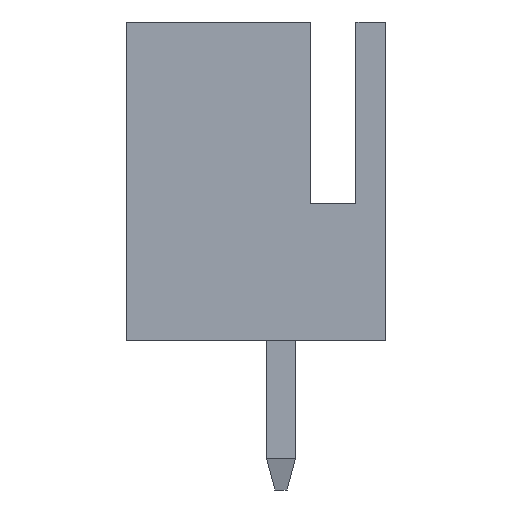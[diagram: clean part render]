
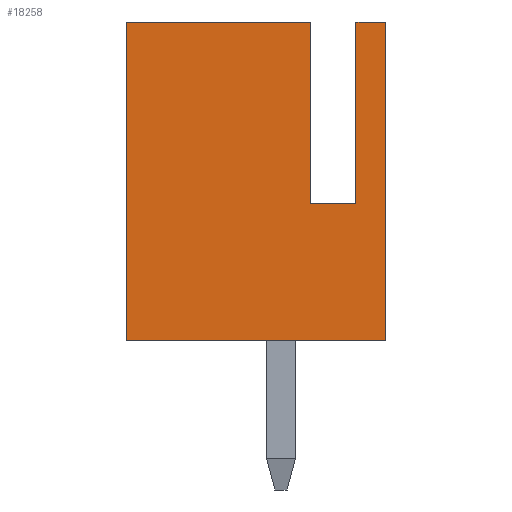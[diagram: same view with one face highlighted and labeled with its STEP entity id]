
A CAD part, left-side view. The second image highlights one B-rep face of the part: STEP entity #18258.
In plain terms, the highlighted planar face has unit normal (-1, 0, 0).
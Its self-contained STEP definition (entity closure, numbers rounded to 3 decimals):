
#60 = CARTESIAN_POINT ( 'NONE',  ( -23.8, 5.7, 7. ) ) ;
#127 = EDGE_CURVE ( 'NONE', #5869, #2933, #1781, .T. ) ;
#581 = EDGE_CURVE ( 'NONE', #12346, #9234, #18182, .T. ) ;
#1216 = EDGE_CURVE ( 'NONE', #9234, #15508, #6631, .T. ) ;
#1287 = CARTESIAN_POINT ( 'NONE',  ( -23.8, 5.7, 0. ) ) ;
#1516 = VECTOR ( 'NONE', #6753, 1000. ) ;
#1781 = LINE ( 'NONE', #8290, #9938 ) ;
#1892 = DIRECTION ( 'NONE',  ( 0., -1., 0. ) ) ;
#2814 = CARTESIAN_POINT ( 'NONE',  ( -23.8, 1.65, 3. ) ) ;
#2933 = VERTEX_POINT ( 'NONE', #3635 ) ;
#2995 = VECTOR ( 'NONE', #9725, 1000. ) ;
#3635 = CARTESIAN_POINT ( 'NONE',  ( -23.8, 0.65, 7. ) ) ;
#4880 = DIRECTION ( 'NONE',  ( 1., 0., 0. ) ) ;
#5235 = CARTESIAN_POINT ( 'NONE',  ( -23.8, 1.65, 7. ) ) ;
#5383 = EDGE_CURVE ( 'NONE', #15406, #16042, #11183, .T. ) ;
#5462 = ORIENTED_EDGE ( 'NONE', *, *, #19843, .F. ) ;
#5640 = CARTESIAN_POINT ( 'NONE',  ( -23.8, 0.65, 3. ) ) ;
#5710 = EDGE_CURVE ( 'NONE', #12346, #15406, #14527, .T. ) ;
#5869 = VERTEX_POINT ( 'NONE', #5640 ) ;
#6458 = FACE_OUTER_BOUND ( 'NONE', #15929, .T. ) ;
#6484 = CARTESIAN_POINT ( 'NONE',  ( -23.8, 5.7, 7. ) ) ;
#6587 = DIRECTION ( 'NONE',  ( 0., -1., 0. ) ) ;
#6631 = LINE ( 'NONE', #15974, #9332 ) ;
#6753 = DIRECTION ( 'NONE',  ( 0., -1., 0. ) ) ;
#7463 = DIRECTION ( 'NONE',  ( 0., 0., -1. ) ) ;
#8290 = CARTESIAN_POINT ( 'NONE',  ( -23.8, 0.65, 7. ) ) ;
#9234 = VERTEX_POINT ( 'NONE', #1287 ) ;
#9332 = VECTOR ( 'NONE', #1892, 1000. ) ;
#9412 = ORIENTED_EDGE ( 'NONE', *, *, #5710, .F. ) ;
#9440 = ORIENTED_EDGE ( 'NONE', *, *, #581, .T. ) ;
#9462 = CARTESIAN_POINT ( 'NONE',  ( -23.8, 1.65, 7. ) ) ;
#9566 = DIRECTION ( 'NONE',  ( 0., 1., 0. ) ) ;
#9696 = DIRECTION ( 'NONE',  ( 0., 0., -1. ) ) ;
#9725 = DIRECTION ( 'NONE',  ( 0., 0., -1. ) ) ;
#9938 = VECTOR ( 'NONE', #14151, 1000. ) ;
#9979 = ORIENTED_EDGE ( 'NONE', *, *, #15414, .T. ) ;
#10251 = ORIENTED_EDGE ( 'NONE', *, *, #5383, .F. ) ;
#11183 = LINE ( 'NONE', #5235, #12535 ) ;
#11484 = DIRECTION ( 'NONE',  ( 0., 0., -1. ) ) ;
#11771 = ORIENTED_EDGE ( 'NONE', *, *, #127, .F. ) ;
#11897 = VECTOR ( 'NONE', #7463, 1000. ) ;
#12346 = VERTEX_POINT ( 'NONE', #14841 ) ;
#12535 = VECTOR ( 'NONE', #11484, 1000. ) ;
#12565 = CARTESIAN_POINT ( 'NONE',  ( -23.8, 0., 7. ) ) ;
#12882 = PLANE ( 'NONE',  #18898 ) ;
#13153 = EDGE_CURVE ( 'NONE', #2933, #14625, #14504, .T. ) ;
#14005 = ORIENTED_EDGE ( 'NONE', *, *, #1216, .T. ) ;
#14025 = VECTOR ( 'NONE', #9566, 1000. ) ;
#14151 = DIRECTION ( 'NONE',  ( 0., 0., 1. ) ) ;
#14388 = ORIENTED_EDGE ( 'NONE', *, *, #13153, .F. ) ;
#14504 = LINE ( 'NONE', #60, #1516 ) ;
#14527 = LINE ( 'NONE', #6484, #18539 ) ;
#14559 = CARTESIAN_POINT ( 'NONE',  ( -23.8, 0., 0. ) ) ;
#14625 = VERTEX_POINT ( 'NONE', #12565 ) ;
#14841 = CARTESIAN_POINT ( 'NONE',  ( -23.8, 5.7, 7. ) ) ;
#15214 = CARTESIAN_POINT ( 'NONE',  ( -23.8, 5.7, 7. ) ) ;
#15406 = VERTEX_POINT ( 'NONE', #9462 ) ;
#15414 = EDGE_CURVE ( 'NONE', #5869, #16042, #18665, .T. ) ;
#15508 = VERTEX_POINT ( 'NONE', #14559 ) ;
#15929 = EDGE_LOOP ( 'NONE', ( #11771, #9979, #10251, #9412, #9440, #14005, #5462, #14388 ) ) ;
#15974 = CARTESIAN_POINT ( 'NONE',  ( -23.8, 5.7, 0. ) ) ;
#16042 = VERTEX_POINT ( 'NONE', #2814 ) ;
#17215 = CARTESIAN_POINT ( 'NONE',  ( -23.8, 5.7, 3. ) ) ;
#17246 = CARTESIAN_POINT ( 'NONE',  ( -23.8, 5.7, 7. ) ) ;
#17384 = CARTESIAN_POINT ( 'NONE',  ( -23.8, 0., 7. ) ) ;
#18182 = LINE ( 'NONE', #15214, #11897 ) ;
#18258 = ADVANCED_FACE ( 'NONE', ( #6458 ), #12882, .F. ) ;
#18539 = VECTOR ( 'NONE', #6587, 1000. ) ;
#18629 = LINE ( 'NONE', #17384, #2995 ) ;
#18665 = LINE ( 'NONE', #17215, #14025 ) ;
#18898 = AXIS2_PLACEMENT_3D ( 'NONE', #17246, #4880, #9696 ) ;
#19843 = EDGE_CURVE ( 'NONE', #14625, #15508, #18629, .T. ) ;
